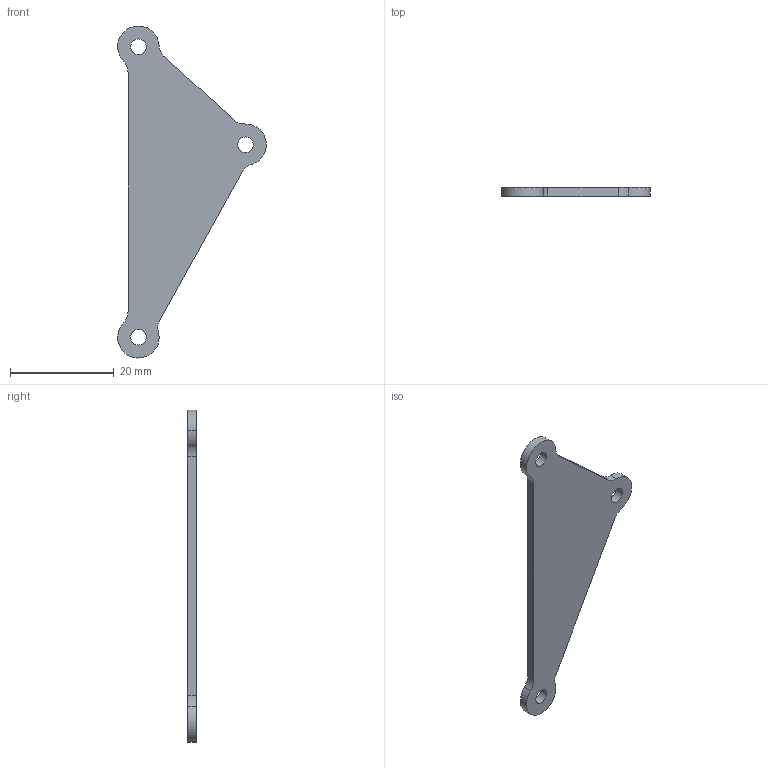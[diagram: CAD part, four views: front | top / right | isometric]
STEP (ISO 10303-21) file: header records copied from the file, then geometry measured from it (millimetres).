
FILE_DESCRIPTION (( 'STEP AP203' ), '1' );
FILE_NAME ('A2P2.step_Default_sldprt.STEP', '2025-07-02T11:56:06', ( '' ), ( '' ), 'SwSTEP 2.0', 'SolidWorks 2024', '' );
FILE_SCHEMA (( 'CONFIG_CONTROL_DESIGN' ));
Length unit declared in the file: metre
Products named in the file (1): A2P2.step_Default_sldprt
Bounding box: 28.67 x 1.7 x 64.02 mm (x, y, z)
Volume: 1516.2 mm3; surface area: 2095.2 mm2
Topology: 1 solids, 1 shells, 23 faces, 63 edges, 42 vertices
Faces by surface type: cylinder 18, plane 5
Entity records: 842 total; most frequent: DIRECTION 147, CARTESIAN_POINT 129, ORIENTED_EDGE 126, EDGE_CURVE 63, AXIS2_PLACEMENT_3D 60, VERTEX_POINT 42, CIRCLE 36, EDGE_LOOP 29
